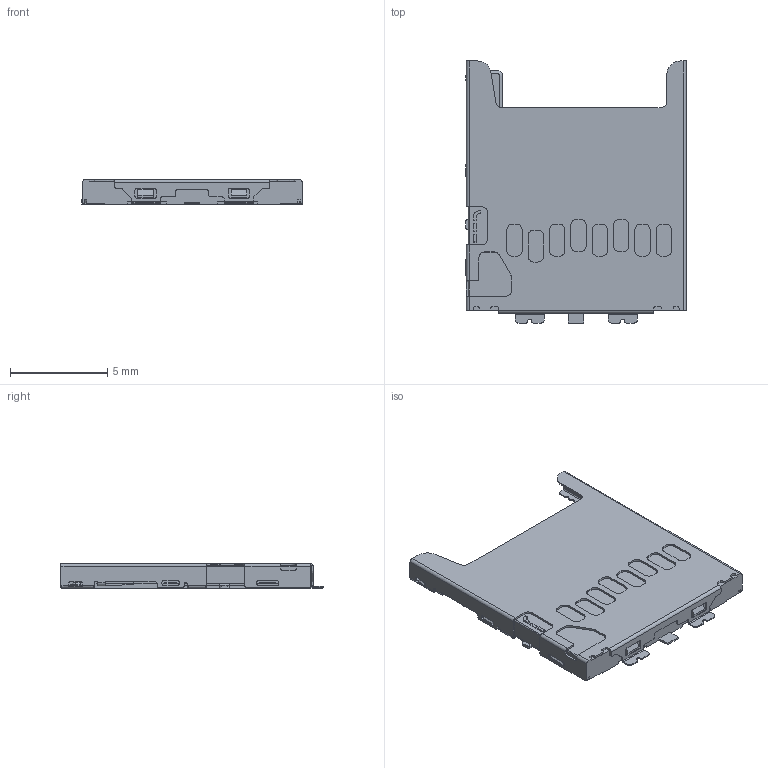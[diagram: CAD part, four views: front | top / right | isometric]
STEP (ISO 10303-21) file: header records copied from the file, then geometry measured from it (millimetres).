
FILE_DESCRIPTION((''),'2;1');
FILE_NAME('5040771891','2014-06-09T',('me'),(''),'PRO/ENGINEER BY PARAMETRIC TECHNOLOGY CORPORATION, 2011490','PRO/ENGINEER BY PARAMETRIC TECHNOLOGY CORPORATION, 2011490','');
FILE_SCHEMA(('CONFIG_CONTROL_DESIGN'));
Length unit declared in the file: millimetre
Products named in the file (1): 5040771891
Bounding box: 11.38 x 13.5 x 1.28 mm (x, y, z)
Volume: 130.7 mm3; surface area: 380.1 mm2
Topology: 1 solids, 3 shells, 1009 faces, 2892 edges, 1908 vertices
Faces by surface type: plane 713, cylinder 249, cone 44, torus 3
Entity records: 32738 total; most frequent: CARTESIAN_POINT 5967, ORIENTED_EDGE 5656, DIRECTION 5387, EDGE_CURVE 2828, VECTOR 2283, LINE 2283, VERTEX_POINT 1844, AXIS2_PLACEMENT_3D 1552
